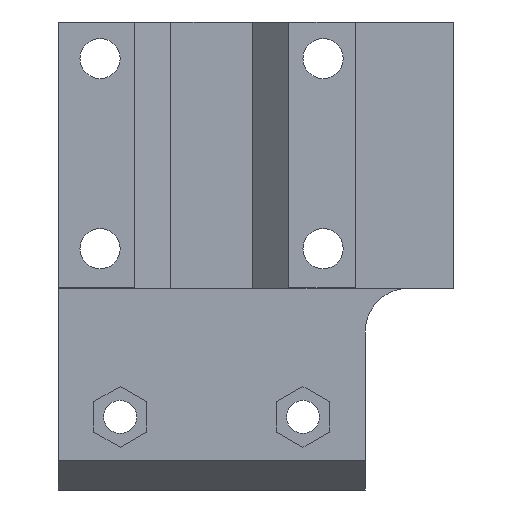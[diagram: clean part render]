
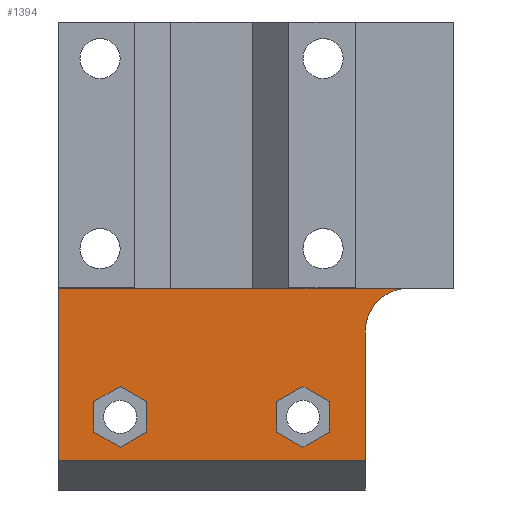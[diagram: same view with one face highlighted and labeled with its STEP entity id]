
A CAD part, front view. The second image highlights one B-rep face of the part: STEP entity #1394.
In plain terms, the highlighted planar face has unit normal (0, -1, 0).
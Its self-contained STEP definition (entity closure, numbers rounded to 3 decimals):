
#28=FACE_BOUND('',#219,.T.);
#29=FACE_BOUND('',#220,.T.);
#49=CIRCLE('',#1483,6.);
#140=FACE_OUTER_BOUND('',#218,.T.);
#218=EDGE_LOOP('',(#1082,#1083,#1084,#1085,#1086,#1087,#1088,#1089));
#219=EDGE_LOOP('',(#1090,#1091,#1092,#1093,#1094,#1095));
#220=EDGE_LOOP('',(#1096,#1097,#1098,#1099,#1100,#1101));
#335=LINE('',#2201,#489);
#343=LINE('',#2221,#497);
#347=LINE('',#2229,#501);
#354=LINE('',#2248,#508);
#355=LINE('',#2251,#509);
#356=LINE('',#2254,#510);
#357=LINE('',#2255,#511);
#358=LINE('',#2258,#512);
#359=LINE('',#2260,#513);
#360=LINE('',#2262,#514);
#361=LINE('',#2264,#515);
#362=LINE('',#2266,#516);
#363=LINE('',#2267,#517);
#364=LINE('',#2270,#518);
#365=LINE('',#2272,#519);
#366=LINE('',#2274,#520);
#367=LINE('',#2276,#521);
#368=LINE('',#2278,#522);
#369=LINE('',#2279,#523);
#489=VECTOR('',#1638,10.);
#497=VECTOR('',#1654,10.);
#501=VECTOR('',#1660,10.);
#508=VECTOR('',#1675,10.);
#509=VECTOR('',#1678,10.);
#510=VECTOR('',#1681,10.);
#511=VECTOR('',#1682,10.);
#512=VECTOR('',#1683,10.);
#513=VECTOR('',#1684,10.);
#514=VECTOR('',#1685,10.);
#515=VECTOR('',#1686,10.);
#516=VECTOR('',#1687,10.);
#517=VECTOR('',#1688,10.);
#518=VECTOR('',#1689,10.);
#519=VECTOR('',#1690,10.);
#520=VECTOR('',#1691,10.);
#521=VECTOR('',#1692,10.);
#522=VECTOR('',#1693,10.);
#523=VECTOR('',#1694,10.);
#638=VERTEX_POINT('',#2195);
#640=VERTEX_POINT('',#2199);
#648=VERTEX_POINT('',#2219);
#651=VERTEX_POINT('',#2227);
#656=VERTEX_POINT('',#2241);
#659=VERTEX_POINT('',#2246);
#660=VERTEX_POINT('',#2250);
#661=VERTEX_POINT('',#2252);
#662=VERTEX_POINT('',#2256);
#663=VERTEX_POINT('',#2257);
#664=VERTEX_POINT('',#2259);
#665=VERTEX_POINT('',#2261);
#666=VERTEX_POINT('',#2263);
#667=VERTEX_POINT('',#2265);
#668=VERTEX_POINT('',#2268);
#669=VERTEX_POINT('',#2269);
#670=VERTEX_POINT('',#2271);
#671=VERTEX_POINT('',#2273);
#672=VERTEX_POINT('',#2275);
#673=VERTEX_POINT('',#2277);
#800=EDGE_CURVE('',#638,#640,#335,.T.);
#810=EDGE_CURVE('',#640,#648,#343,.T.);
#814=EDGE_CURVE('',#648,#651,#347,.T.);
#823=EDGE_CURVE('',#659,#656,#354,.T.);
#824=EDGE_CURVE('',#660,#659,#355,.T.);
#825=EDGE_CURVE('',#661,#660,#49,.T.);
#826=EDGE_CURVE('',#661,#638,#356,.T.);
#827=EDGE_CURVE('',#651,#656,#357,.T.);
#828=EDGE_CURVE('',#662,#663,#358,.T.);
#829=EDGE_CURVE('',#663,#664,#359,.T.);
#830=EDGE_CURVE('',#664,#665,#360,.T.);
#831=EDGE_CURVE('',#665,#666,#361,.T.);
#832=EDGE_CURVE('',#666,#667,#362,.T.);
#833=EDGE_CURVE('',#667,#662,#363,.T.);
#834=EDGE_CURVE('',#668,#669,#364,.T.);
#835=EDGE_CURVE('',#669,#670,#365,.T.);
#836=EDGE_CURVE('',#670,#671,#366,.T.);
#837=EDGE_CURVE('',#671,#672,#367,.T.);
#838=EDGE_CURVE('',#672,#673,#368,.T.);
#839=EDGE_CURVE('',#673,#668,#369,.T.);
#1082=ORIENTED_EDGE('',*,*,#823,.F.);
#1083=ORIENTED_EDGE('',*,*,#824,.F.);
#1084=ORIENTED_EDGE('',*,*,#825,.F.);
#1085=ORIENTED_EDGE('',*,*,#826,.T.);
#1086=ORIENTED_EDGE('',*,*,#800,.T.);
#1087=ORIENTED_EDGE('',*,*,#810,.T.);
#1088=ORIENTED_EDGE('',*,*,#814,.T.);
#1089=ORIENTED_EDGE('',*,*,#827,.T.);
#1090=ORIENTED_EDGE('',*,*,#828,.T.);
#1091=ORIENTED_EDGE('',*,*,#829,.T.);
#1092=ORIENTED_EDGE('',*,*,#830,.T.);
#1093=ORIENTED_EDGE('',*,*,#831,.T.);
#1094=ORIENTED_EDGE('',*,*,#832,.T.);
#1095=ORIENTED_EDGE('',*,*,#833,.T.);
#1096=ORIENTED_EDGE('',*,*,#834,.T.);
#1097=ORIENTED_EDGE('',*,*,#835,.T.);
#1098=ORIENTED_EDGE('',*,*,#836,.T.);
#1099=ORIENTED_EDGE('',*,*,#837,.T.);
#1100=ORIENTED_EDGE('',*,*,#838,.T.);
#1101=ORIENTED_EDGE('',*,*,#839,.T.);
#1329=PLANE('',#1482);
#1394=ADVANCED_FACE('',(#140,#28,#29),#1329,.T.);
#1482=AXIS2_PLACEMENT_3D('',#2249,#1676,#1677);
#1483=AXIS2_PLACEMENT_3D('',#2253,#1679,#1680);
#1638=DIRECTION('',(-1.,0.,0.));
#1654=DIRECTION('',(-1.,0.,0.));
#1660=DIRECTION('',(-1.,0.,0.));
#1675=DIRECTION('',(-1.,0.,0.));
#1676=DIRECTION('center_axis',(0.,-1.,0.));
#1677=DIRECTION('ref_axis',(-1.,0.,0.));
#1678=DIRECTION('',(0.,0.,-1.));
#1679=DIRECTION('center_axis',(0.,-1.,0.));
#1680=DIRECTION('ref_axis',(-0.707,0.,0.707));
#1681=DIRECTION('',(-1.,0.,0.));
#1682=DIRECTION('',(0.,0.,-1.));
#1683=DIRECTION('',(0.866,0.,0.5));
#1684=DIRECTION('',(0.866,0.,-0.5));
#1685=DIRECTION('',(0.,0.,-1.));
#1686=DIRECTION('',(-0.866,0.,-0.5));
#1687=DIRECTION('',(-0.866,0.,0.5));
#1688=DIRECTION('',(0.,0.,1.));
#1689=DIRECTION('',(-0.866,0.,0.5));
#1690=DIRECTION('',(0.,0.,1.));
#1691=DIRECTION('',(0.866,0.,0.5));
#1692=DIRECTION('',(0.866,0.,-0.5));
#1693=DIRECTION('',(0.,0.,-1.));
#1694=DIRECTION('',(-0.866,0.,-0.5));
#2195=CARTESIAN_POINT('',(19.65,9.,-36.4));
#2199=CARTESIAN_POINT('',(10.712,9.,-36.4));
#2201=CARTESIAN_POINT('',(10.5,9.,-36.4));
#2219=CARTESIAN_POINT('',(-10.712,9.,-36.4));
#2221=CARTESIAN_POINT('',(10.5,9.,-36.4));
#2227=CARTESIAN_POINT('',(-21.,9.,-36.4));
#2229=CARTESIAN_POINT('',(10.5,9.,-36.4));
#2241=CARTESIAN_POINT('',(-21.,9.,-59.959));
#2246=CARTESIAN_POINT('',(21.,9.,-59.959));
#2248=CARTESIAN_POINT('',(10.5,9.,-59.959));
#2249=CARTESIAN_POINT('Origin',(21.,9.,0.));
#2250=CARTESIAN_POINT('',(21.,9.,-42.4));
#2251=CARTESIAN_POINT('',(21.,9.,0.));
#2252=CARTESIAN_POINT('',(27.,9.,-36.4));
#2253=CARTESIAN_POINT('Origin',(27.,9.,-42.4));
#2254=CARTESIAN_POINT('',(10.5,9.,-36.4));
#2255=CARTESIAN_POINT('',(-21.,9.,0.));
#2256=CARTESIAN_POINT('',(8.9,9.,-51.922));
#2257=CARTESIAN_POINT('',(12.5,9.,-49.843));
#2258=CARTESIAN_POINT('',(24.679,9.,-42.812));
#2259=CARTESIAN_POINT('',(16.1,9.,-51.922));
#2260=CARTESIAN_POINT('',(4.896,9.,-45.453));
#2261=CARTESIAN_POINT('',(16.1,9.,-56.078));
#2262=CARTESIAN_POINT('',(16.1,9.,-25.961));
#2263=CARTESIAN_POINT('',(12.5,9.,-58.157));
#2264=CARTESIAN_POINT('',(30.079,9.,-48.008));
#2265=CARTESIAN_POINT('',(8.9,9.,-56.078));
#2266=CARTESIAN_POINT('',(3.096,9.,-52.728));
#2267=CARTESIAN_POINT('',(8.9,9.,-28.039));
#2268=CARTESIAN_POINT('',(-12.5,9.,-58.157));
#2269=CARTESIAN_POINT('',(-16.1,9.,-56.078));
#2270=CARTESIAN_POINT('',(-12.529,9.,-58.14));
#2271=CARTESIAN_POINT('',(-16.1,9.,-51.922));
#2272=CARTESIAN_POINT('',(-16.1,9.,-28.039));
#2273=CARTESIAN_POINT('',(-12.5,9.,-49.843));
#2274=CARTESIAN_POINT('',(9.054,9.,-37.399));
#2275=CARTESIAN_POINT('',(-8.9,9.,-51.922));
#2276=CARTESIAN_POINT('',(-10.729,9.,-50.866));
#2277=CARTESIAN_POINT('',(-8.9,9.,-56.078));
#2278=CARTESIAN_POINT('',(-8.9,9.,-25.961));
#2279=CARTESIAN_POINT('',(14.454,9.,-42.595));
